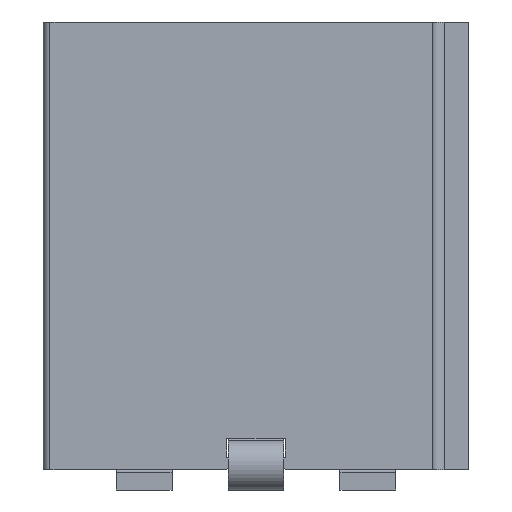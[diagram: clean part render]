
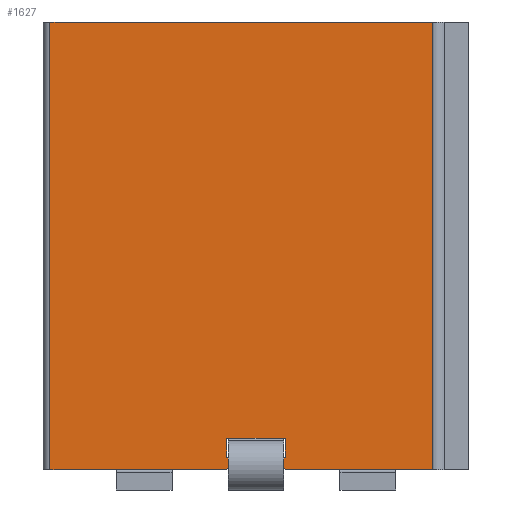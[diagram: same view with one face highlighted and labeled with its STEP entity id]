
A CAD part, front view. The second image highlights one B-rep face of the part: STEP entity #1627.
In plain terms, the highlighted planar face has unit normal (0, -1, 0).
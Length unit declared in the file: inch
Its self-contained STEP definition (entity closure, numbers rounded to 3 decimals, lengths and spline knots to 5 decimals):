
#1=DIRECTION('',(0.,0.,1.));
#2=VECTOR('',#1,0.00024);
#3=CARTESIAN_POINT('',(0.0055,0.,-0.102));
#4=LINE('',#3,#2);
#5=CARTESIAN_POINT('',(0.0075,0.,-0.104));
#6=DIRECTION('',(0.,1.,0.));
#7=DIRECTION('',(-0.667,0.,0.745));
#8=AXIS2_PLACEMENT_3D('',#5,#6,#7);
#10=DIRECTION('',(0.,0.,-1.));
#11=VECTOR('',#10,0.0084);
#12=CARTESIAN_POINT('',(0.006,0.,-0.093));
#13=LINE('',#12,#11);
#14=DIRECTION('',(1.,0.,0.));
#15=VECTOR('',#14,0.026);
#16=CARTESIAN_POINT('',(-0.02,0.,-0.093));
#17=LINE('',#16,#15);
#18=DIRECTION('',(0.,0.,1.));
#19=VECTOR('',#18,0.0084);
#20=CARTESIAN_POINT('',(-0.02,0.,-0.1014));
#21=LINE('',#20,#19);
#22=CARTESIAN_POINT('',(-0.0215,0.,-0.104));
#23=DIRECTION('',(0.,1.,0.));
#24=DIRECTION('',(0.5,0.,0.866));
#25=AXIS2_PLACEMENT_3D('',#22,#23,#24);
#27=DIRECTION('',(0.,0.,1.));
#28=VECTOR('',#27,0.00024);
#29=CARTESIAN_POINT('',(-0.0195,0.,-0.102));
#30=LINE('',#29,#28);
#31=DIRECTION('',(-1.,0.,0.));
#32=VECTOR('',#31,0.00024);
#33=CARTESIAN_POINT('',(-0.01926,0.,-0.102));
#34=LINE('',#33,#32);
#35=CARTESIAN_POINT('',(-0.0215,0.,-0.104));
#36=DIRECTION('',(0.,1.,0.));
#37=DIRECTION('',(0.745,0.,0.667));
#38=AXIS2_PLACEMENT_3D('',#35,#36,#37);
#40=DIRECTION('',(-1.,0.,0.));
#41=VECTOR('',#40,0.0775);
#42=CARTESIAN_POINT('',(-0.0215,0.,-0.107));
#43=LINE('',#42,#41);
#44=DIRECTION('',(1.,0.,0.));
#45=VECTOR('',#44,0.171);
#46=CARTESIAN_POINT('',(-0.099,0.,0.093));
#47=LINE('',#46,#45);
#48=DIRECTION('',(0.,0.,-1.));
#49=VECTOR('',#48,0.2);
#50=CARTESIAN_POINT('',(0.072,0.,0.093));
#51=LINE('',#50,#49);
#52=DIRECTION('',(-1.,0.,0.));
#53=VECTOR('',#52,0.0645);
#54=CARTESIAN_POINT('',(0.072,0.,-0.107));
#55=LINE('',#54,#53);
#56=CARTESIAN_POINT('',(0.0075,0.,-0.104));
#57=DIRECTION('',(0.,1.,0.));
#58=DIRECTION('',(0.,0.,-1.));
#59=AXIS2_PLACEMENT_3D('',#56,#57,#58);
#61=DIRECTION('',(-1.,0.,0.));
#62=VECTOR('',#61,0.00024);
#63=CARTESIAN_POINT('',(0.0055,0.,-0.102));
#64=LINE('',#63,#62);
#517=DIRECTION('',(0.,0.,1.));
#518=VECTOR('',#517,0.2);
#519=CARTESIAN_POINT('',(-0.099,0.,-0.107));
#520=LINE('',#519,#518);
#1257=CARTESIAN_POINT('',(0.072,0.,0.093));
#1258=CARTESIAN_POINT('',(0.072,0.,-0.107));
#1259=VERTEX_POINT('',#1257);
#1260=VERTEX_POINT('',#1258);
#1291=CARTESIAN_POINT('',(-0.02,0.,-0.093));
#1292=CARTESIAN_POINT('',(0.006,0.,-0.093));
#1293=VERTEX_POINT('',#1291);
#1294=VERTEX_POINT('',#1292);
#1295=CARTESIAN_POINT('',(0.006,0.,-0.1014));
#1296=VERTEX_POINT('',#1295);
#1297=CARTESIAN_POINT('',(-0.02,0.,-0.1014));
#1298=VERTEX_POINT('',#1297);
#1299=CARTESIAN_POINT('',(0.0075,0.,-0.107));
#1301=VERTEX_POINT('',#1299);
#1303=CARTESIAN_POINT('',(-0.0215,0.,-0.107));
#1305=VERTEX_POINT('',#1303);
#1321=CARTESIAN_POINT('',(-0.099,0.,-0.107));
#1322=CARTESIAN_POINT('',(-0.099,0.,0.093));
#1323=VERTEX_POINT('',#1321);
#1324=VERTEX_POINT('',#1322);
#1461=CARTESIAN_POINT('',(0.0055,0.,-0.102));
#1462=CARTESIAN_POINT('',(0.0055,0.,-0.10176));
#1463=VERTEX_POINT('',#1461);
#1464=VERTEX_POINT('',#1462);
#1465=CARTESIAN_POINT('',(-0.0195,0.,-0.102));
#1466=CARTESIAN_POINT('',(-0.0195,0.,-0.10176));
#1467=VERTEX_POINT('',#1465);
#1468=VERTEX_POINT('',#1466);
#1469=CARTESIAN_POINT('',(0.00526,0.,-0.102));
#1470=VERTEX_POINT('',#1469);
#1471=CARTESIAN_POINT('',(-0.01926,0.,-0.102));
#1472=VERTEX_POINT('',#1471);
#1588=CARTESIAN_POINT('',(0.,0.,0.));
#1589=DIRECTION('',(0.,1.,0.));
#1590=DIRECTION('',(1.,0.,0.));
#1591=AXIS2_PLACEMENT_3D('',#1588,#1589,#1590);
#1592=PLANE('',#1591);
#1594=ORIENTED_EDGE('',*,*,#1593,.T.);
#1596=ORIENTED_EDGE('',*,*,#1595,.T.);
#1598=ORIENTED_EDGE('',*,*,#1597,.F.);
#1600=ORIENTED_EDGE('',*,*,#1599,.F.);
#1602=ORIENTED_EDGE('',*,*,#1601,.F.);
#1604=ORIENTED_EDGE('',*,*,#1603,.T.);
#1606=ORIENTED_EDGE('',*,*,#1605,.F.);
#1608=ORIENTED_EDGE('',*,*,#1607,.F.);
#1610=ORIENTED_EDGE('',*,*,#1609,.T.);
#1612=ORIENTED_EDGE('',*,*,#1611,.T.);
#1614=ORIENTED_EDGE('',*,*,#1613,.T.);
#1616=ORIENTED_EDGE('',*,*,#1615,.T.);
#1618=ORIENTED_EDGE('',*,*,#1617,.T.);
#1620=ORIENTED_EDGE('',*,*,#1619,.T.);
#1622=ORIENTED_EDGE('',*,*,#1621,.T.);
#1624=ORIENTED_EDGE('',*,*,#1623,.F.);
#1625=EDGE_LOOP('',(#1594,#1596,#1598,#1600,#1602,#1604,#1606,#1608,#1610,#1612,
#1614,#1616,#1618,#1620,#1622,#1624));
#1626=FACE_OUTER_BOUND('',#1625,.F.);
#1627=ADVANCED_FACE('',(#1626),#1592,.F.);
#9=CIRCLE('',#8,0.003);
#26=CIRCLE('',#25,0.003);
#39=CIRCLE('',#38,0.003);
#60=CIRCLE('',#59,0.003);
#1593=EDGE_CURVE('',#1463,#1464,#4,.T.);
#1595=EDGE_CURVE('',#1464,#1296,#9,.T.);
#1597=EDGE_CURVE('',#1294,#1296,#13,.T.);
#1599=EDGE_CURVE('',#1293,#1294,#17,.T.);
#1601=EDGE_CURVE('',#1298,#1293,#21,.T.);
#1603=EDGE_CURVE('',#1298,#1468,#26,.T.);
#1605=EDGE_CURVE('',#1467,#1468,#30,.T.);
#1607=EDGE_CURVE('',#1472,#1467,#34,.T.);
#1609=EDGE_CURVE('',#1472,#1305,#39,.T.);
#1611=EDGE_CURVE('',#1305,#1323,#43,.T.);
#1613=EDGE_CURVE('',#1323,#1324,#520,.T.);
#1615=EDGE_CURVE('',#1324,#1259,#47,.T.);
#1617=EDGE_CURVE('',#1259,#1260,#51,.T.);
#1619=EDGE_CURVE('',#1260,#1301,#55,.T.);
#1621=EDGE_CURVE('',#1301,#1470,#60,.T.);
#1623=EDGE_CURVE('',#1463,#1470,#64,.T.);
